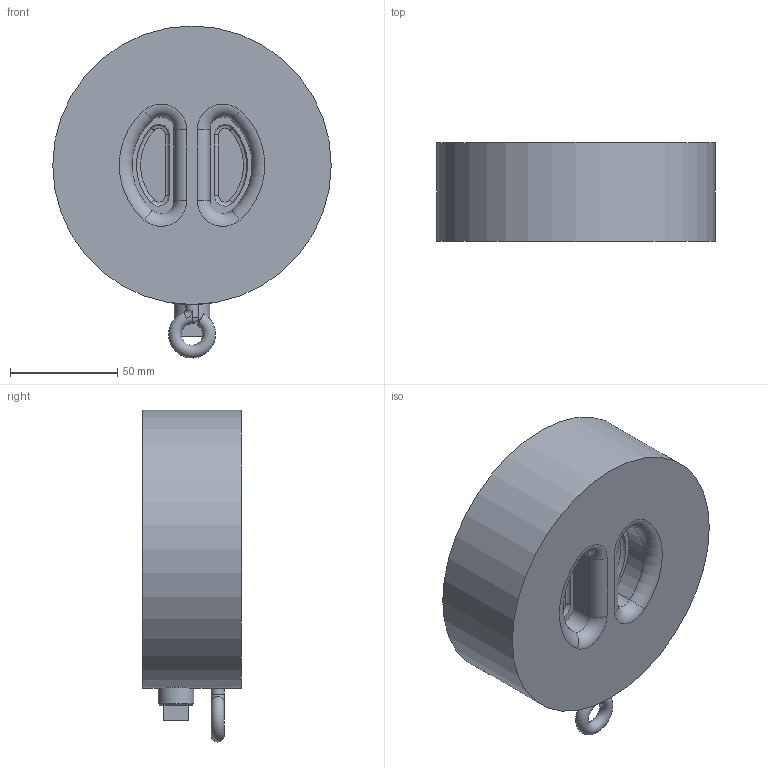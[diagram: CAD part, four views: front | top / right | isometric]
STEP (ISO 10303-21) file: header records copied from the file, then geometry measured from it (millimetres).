
FILE_DESCRIPTION((''),'2;1');
FILE_NAME('98100222.stp','2008-10-13T14:40:11',('hecker'),(''),'Autodesk Inventor 2008','Autodesk Inventor 2008','');
FILE_SCHEMA(('AUTOMOTIVE_DESIGN { 1 0 10303 214 1 1 1 1 }'));
Length unit declared in the file: millimetre
Products named in the file (1): 98100222
Bounding box: 130 x 46 x 154.99 mm (x, y, z)
Volume: 496074.2 mm3; surface area: 65073.4 mm2
Topology: 1 solids, 1 shells, 186 faces, 499 edges, 322 vertices
Faces by surface type: plane 92, cylinder 50, torus 20, bspline 20, cone 3, sphere 1
Full cylindrical faces by diameter (mm): 0.6 x4, 6 x1, 9.172 x14, 12.417 x2, 16 x2, 16.66 x1, 77 x1, 130 x1
Entity records: 13645 total; most frequent: CARTESIAN_POINT 9462, ORIENTED_EDGE 814, DIRECTION 807, EDGE_CURVE 407, AXIS2_PLACEMENT_3D 317, VERTEX_POINT 275, EDGE_LOOP 227, VECTOR 173
